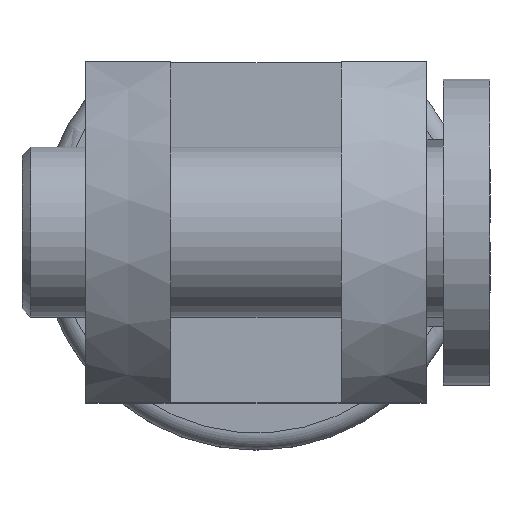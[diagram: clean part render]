
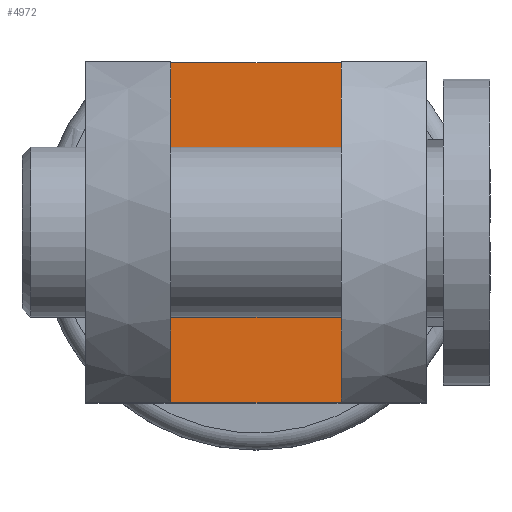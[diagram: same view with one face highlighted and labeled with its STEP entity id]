
A CAD part, top view. The second image highlights one B-rep face of the part: STEP entity #4972.
In plain terms, the highlighted planar face has unit normal (0, 0, 1).
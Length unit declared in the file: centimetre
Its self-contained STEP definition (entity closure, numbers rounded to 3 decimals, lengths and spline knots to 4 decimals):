
#234=PLANE($,#5159);
#496=FACE_OUTER_BOUND($,#789,.T.);
#789=EDGE_LOOP($,(#4558,#4559,#4560,#4561));
#1221=LINE($,#9551,#1650);
#1224=LINE($,#9556,#1653);
#1225=LINE($,#9566,#1654);
#1226=LINE($,#9567,#1655);
#1650=VECTOR($,#5939,0.8);
#1653=VECTOR($,#5944,0.4);
#1654=VECTOR($,#5949,0.4);
#1655=VECTOR($,#5950,0.8);
#2393=VERTEX_POINT($,#9548);
#2394=VERTEX_POINT($,#9550);
#2395=VERTEX_POINT($,#9554);
#2396=VERTEX_POINT($,#9565);
#3117=EDGE_CURVE($,#2393,#2394,#1221,.T.);
#3120=EDGE_CURVE($,#2395,#2393,#1224,.T.);
#3123=EDGE_CURVE($,#2394,#2396,#1225,.T.);
#3124=EDGE_CURVE($,#2395,#2396,#1226,.T.);
#4558=ORIENTED_EDGE($,*,*,#3123,.F.);
#4559=ORIENTED_EDGE($,*,*,#3117,.F.);
#4560=ORIENTED_EDGE($,*,*,#3120,.F.);
#4561=ORIENTED_EDGE($,*,*,#3124,.T.);
#4972=ADVANCED_FACE($,(#496),#234,.F.);
#5159=AXIS2_PLACEMENT_3D($,#9564,#5947,#5948);
#5939=DIRECTION($,(0.,1.,0.));
#5944=DIRECTION($,(-1.,0.,0.));
#5947=DIRECTION('center_axis',(0.,0.,-1.));
#5948=DIRECTION('ref_axis',(-1.,0.,0.));
#5949=DIRECTION($,(1.,0.,0.));
#5950=DIRECTION($,(0.,1.,0.));
#9548=CARTESIAN_POINT('',(-0.9735,-0.0609,0.75));
#9550=CARTESIAN_POINT('',(-0.9735,0.7391,0.75));
#9551=CARTESIAN_POINT($,(-0.9735,-0.0609,0.75));
#9554=CARTESIAN_POINT('',(-0.5735,-0.0609,0.75));
#9556=CARTESIAN_POINT($,(-0.5735,-0.0609,0.75));
#9564=CARTESIAN_POINT('Origin',(-0.9735,0.3391,0.75));
#9565=CARTESIAN_POINT('',(-0.5735,0.7391,0.75));
#9566=CARTESIAN_POINT($,(-0.9735,0.7391,0.75));
#9567=CARTESIAN_POINT($,(-0.5735,-0.0609,0.75));
